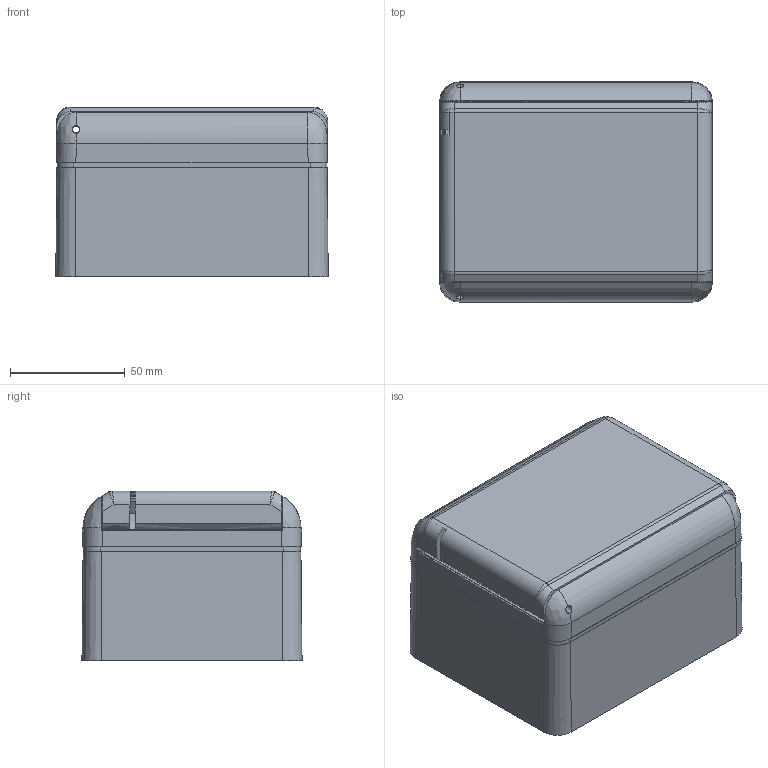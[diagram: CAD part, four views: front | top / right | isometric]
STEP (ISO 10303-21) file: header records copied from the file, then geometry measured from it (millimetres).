
FILE_DESCRIPTION(('CATIA V5 STEP Exchange','CAx-IF Rec.Pracs.--- Model Styling and Organization---1.5--- 2016-08-15','CAx-IF Rec.Pracs.---Supplemental Geometry---1.0---2011-11-01','CAx-IF Rec.Pracs.--- Composite Materials ---1.1---2010-07-15'),'2;1');
FILE_NAME('055877.stp','2023-08-30T08:22:11+00:00',('none'),('none'),'CATIA Version 5-6 Release 2020 SP3','CATIA V5 STEP AP214 v2','none');
FILE_SCHEMA(('AUTOMOTIVE_DESIGN { 1 0 10303 214 1 1 1 1 }'));
Length unit declared in the file: millimetre
Products named in the file (1): Product1_AllCATPart
Bounding box: 118.6 x 95.8 x 73.9 mm (x, y, z)
Volume: 96048.5 mm3; surface area: 123658.6 mm2
Topology: 2 solids, 7 shells, 199 faces, 572 edges, 378 vertices
Faces by surface type: plane 93, cone 38, cylinder 34, bspline 28, extrusion 4, sphere 2
Entity records: 7722 total; most frequent: CARTESIAN_POINT 3073, ORIENTED_EDGE 1060, DIRECTION 671, EDGE_CURVE 568, VERTEX_POINT 378, VECTOR 273, LINE 269, AXIS2_PLACEMENT_3D 246
